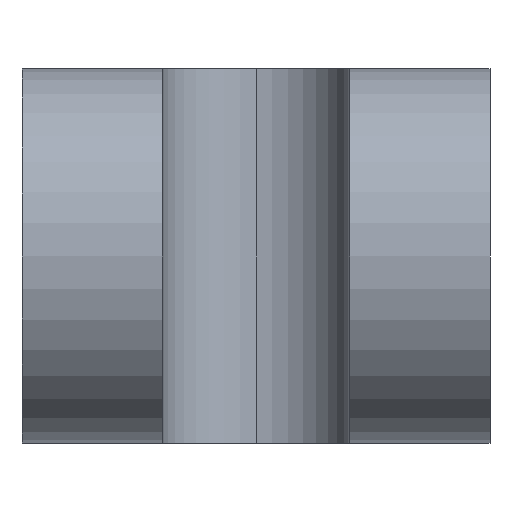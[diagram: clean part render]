
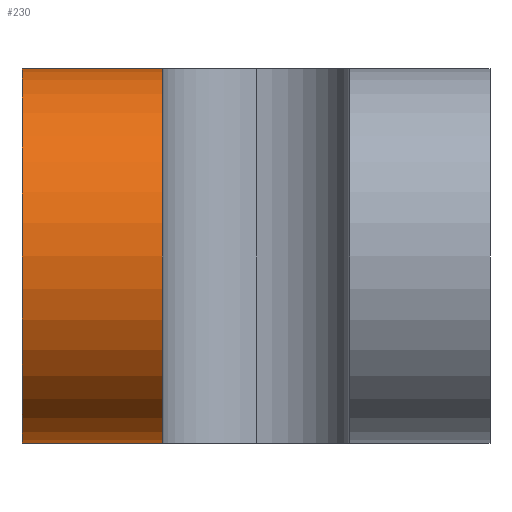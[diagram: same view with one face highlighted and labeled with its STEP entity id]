
A CAD part, left-side view. The second image highlights one B-rep face of the part: STEP entity #230.
In plain terms, the highlighted cylindrical face has radius 2 mm (diameter 4 mm), a partial arc.
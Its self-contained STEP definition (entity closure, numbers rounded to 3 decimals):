
#9 = DIRECTION ( 'NONE',  ( 0., -1., 0. ) ) ;
#63 = CIRCLE ( 'NONE', #470, 2. ) ;
#127 = DIRECTION ( 'NONE',  ( 0., 0., -1. ) ) ;
#146 = ORIENTED_EDGE ( 'NONE', *, *, #914, .T. ) ;
#157 = CARTESIAN_POINT ( 'NONE',  ( 2., 2., -4. ) ) ;
#222 = FACE_OUTER_BOUND ( 'NONE', #311, .T. ) ;
#230 = ADVANCED_FACE ( 'NONE', ( #222 ), #632, .T. ) ;
#308 = ORIENTED_EDGE ( 'NONE', *, *, #1105, .F. ) ;
#311 = EDGE_LOOP ( 'NONE', ( #463, #768, #146, #308 ) ) ;
#320 = VERTEX_POINT ( 'NONE', #157 ) ;
#420 = VERTEX_POINT ( 'NONE', #918 ) ;
#428 = LINE ( 'NONE', #834, #807 ) ;
#463 = ORIENTED_EDGE ( 'NONE', *, *, #677, .F. ) ;
#470 = AXIS2_PLACEMENT_3D ( 'NONE', #861, #763, #591 ) ;
#513 = LINE ( 'NONE', #1259, #1331 ) ;
#514 = CIRCLE ( 'NONE', #1156, 2. ) ;
#591 = DIRECTION ( 'NONE',  ( 0., 0., 1. ) ) ;
#629 = CARTESIAN_POINT ( 'NONE',  ( 2., 3.5, -4. ) ) ;
#632 = CYLINDRICAL_SURFACE ( 'NONE', #899, 2. ) ;
#657 = DIRECTION ( 'NONE',  ( 0., 0., 1. ) ) ;
#677 = EDGE_CURVE ( 'NONE', #727, #320, #514, .T. ) ;
#727 = VERTEX_POINT ( 'NONE', #1086 ) ;
#740 = DIRECTION ( 'NONE',  ( 0., -1., 0. ) ) ;
#763 = DIRECTION ( 'NONE',  ( 0., -1., 0. ) ) ;
#768 = ORIENTED_EDGE ( 'NONE', *, *, #1053, .F. ) ;
#807 = VECTOR ( 'NONE', #1038, 1000. ) ;
#834 = CARTESIAN_POINT ( 'NONE',  ( 2., 2., -4. ) ) ;
#861 = CARTESIAN_POINT ( 'NONE',  ( 2., 3.5, -2. ) ) ;
#899 = AXIS2_PLACEMENT_3D ( 'NONE', #1071, #740, #127 ) ;
#914 = EDGE_CURVE ( 'NONE', #420, #1061, #63, .T. ) ;
#918 = CARTESIAN_POINT ( 'NONE',  ( 2., 3.5, 0. ) ) ;
#969 = CARTESIAN_POINT ( 'NONE',  ( 2., 2., -2. ) ) ;
#1014 = DIRECTION ( 'NONE',  ( 0., -1., 0. ) ) ;
#1038 = DIRECTION ( 'NONE',  ( 0., 1., 0. ) ) ;
#1053 = EDGE_CURVE ( 'NONE', #420, #727, #513, .T. ) ;
#1061 = VERTEX_POINT ( 'NONE', #629 ) ;
#1071 = CARTESIAN_POINT ( 'NONE',  ( 2., 2., -2. ) ) ;
#1086 = CARTESIAN_POINT ( 'NONE',  ( 2., 2., 0. ) ) ;
#1105 = EDGE_CURVE ( 'NONE', #320, #1061, #428, .T. ) ;
#1156 = AXIS2_PLACEMENT_3D ( 'NONE', #969, #9, #657 ) ;
#1259 = CARTESIAN_POINT ( 'NONE',  ( 2., 2., 0. ) ) ;
#1331 = VECTOR ( 'NONE', #1014, 1000. ) ;
